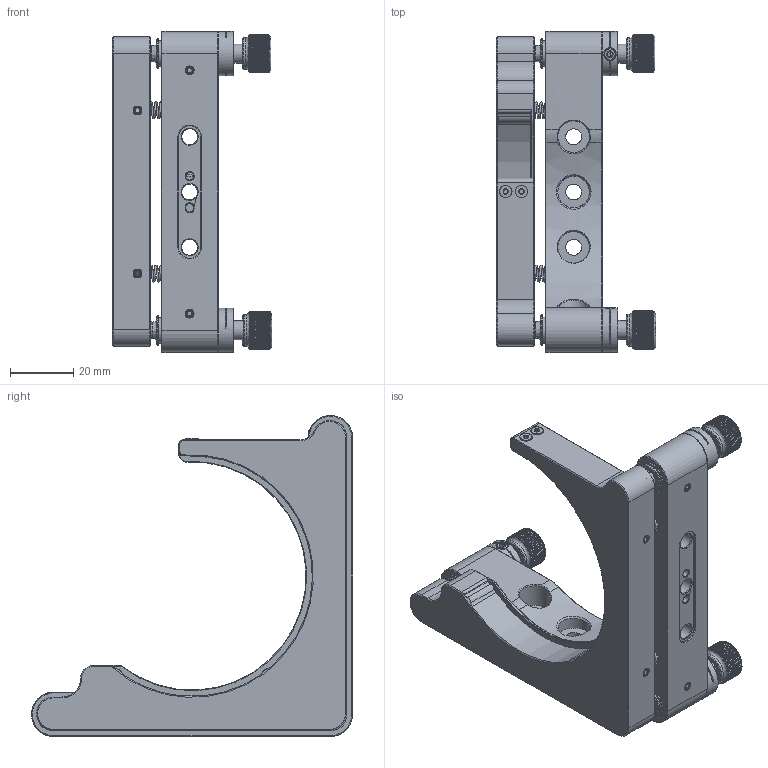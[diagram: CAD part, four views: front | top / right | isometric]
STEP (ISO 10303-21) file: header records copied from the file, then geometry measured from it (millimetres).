
FILE_DESCRIPTION (( 'STEP AP203' ), '1' );
FILE_NAME ('519975.STEP', '2025-02-20T08:44:55', ( 'Windows User' ), ( 'P R C' ), 'SwSTEP 2.0', 'SolidWorks 2020', '' );
FILE_SCHEMA (( 'CONFIG_CONTROL_DESIGN' ));
Products named in the file (1): 519975
Bounding box: 50.5 x 101.6 x 101.6 mm (x, y, z)
Surface area: 35863.2 mm2 (no closed solid volume)
Topology: 0 solids, 55 shells, 1107 faces, 3215 edges, 2153 vertices
Faces by surface type: plane 648, cylinder 325, cone 102, bspline 32
Full cylindrical faces by diameter (mm): 1.5 x4, 2 x4, 2.4 x2, 2.5 x2, 3.3 x2, 4 x8, 5 x6, 6 x7, 8 x3, 9.5 x6, 9.6 x1, 10 x9, 10.5 x3, 14 x3
Entity records: 53593 total; most frequent: CARTESIAN_POINT 27166, ORIENTED_EDGE 5733, DIRECTION 4741, EDGE_CURVE 2990, VERTEX_POINT 2073, AXIS2_PLACEMENT_3D 1826, EDGE_LOOP 1330, FACE_OUTER_BOUND 1175
